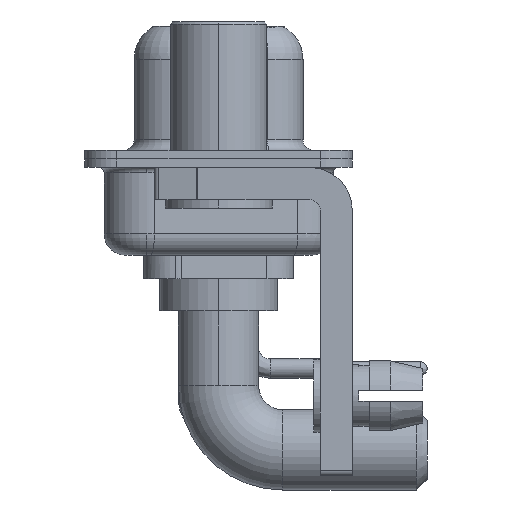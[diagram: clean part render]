
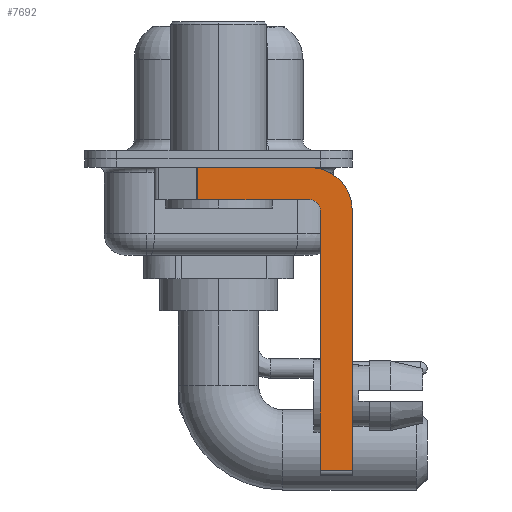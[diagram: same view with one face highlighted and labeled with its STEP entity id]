
A CAD part, left-side view. The second image highlights one B-rep face of the part: STEP entity #7692.
In plain terms, the highlighted planar face has unit normal (-1, 0, 0).
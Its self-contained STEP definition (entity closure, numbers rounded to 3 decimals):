
#139 = DIRECTION ( 'NONE',  ( 0., 0., -1. ) ) ;
#1171 = VECTOR ( 'NONE', #7524, 1000. ) ;
#1172 = CARTESIAN_POINT ( 'NONE',  ( -2.9, -4.25, -14.55 ) ) ;
#1360 = CARTESIAN_POINT ( 'NONE',  ( -2.9, 0.978, -1.9 ) ) ;
#1441 = CIRCLE ( 'NONE', #5684, 0.5 ) ;
#1604 = CARTESIAN_POINT ( 'NONE',  ( -2.9, -4.25, -2.4 ) ) ;
#1696 = ORIENTED_EDGE ( 'NONE', *, *, #16929, .F. ) ;
#2164 = ORIENTED_EDGE ( 'NONE', *, *, #10443, .T. ) ;
#2314 = ORIENTED_EDGE ( 'NONE', *, *, #6270, .F. ) ;
#2747 = ORIENTED_EDGE ( 'NONE', *, *, #11030, .F. ) ;
#2792 = LINE ( 'NONE', #1172, #15576 ) ;
#3166 = VERTEX_POINT ( 'NONE', #5728 ) ;
#3627 = DIRECTION ( 'NONE',  ( 0., 0., 1. ) ) ;
#4317 = CARTESIAN_POINT ( 'NONE',  ( -2.9, -4.25, -0.4 ) ) ;
#5345 = CARTESIAN_POINT ( 'NONE',  ( -2.9, -6.25, -14.55 ) ) ;
#5442 = CARTESIAN_POINT ( 'NONE',  ( -2.9, -6.25, -2.4 ) ) ;
#5604 = CARTESIAN_POINT ( 'NONE',  ( -2.9, -6.25, -2.4 ) ) ;
#5684 = AXIS2_PLACEMENT_3D ( 'NONE', #13938, #12221, #3627 ) ;
#5728 = CARTESIAN_POINT ( 'NONE',  ( -2.9, -4.75, -2.4 ) ) ;
#6270 = EDGE_CURVE ( 'NONE', #14653, #15358, #25569, .T. ) ;
#6275 = AXIS2_PLACEMENT_3D ( 'NONE', #1604, #13916, #13654 ) ;
#6318 = VERTEX_POINT ( 'NONE', #5345 ) ;
#6748 = CIRCLE ( 'NONE', #6275, 2. ) ;
#7296 = CARTESIAN_POINT ( 'NONE',  ( -2.9, -4.75, -14.55 ) ) ;
#7524 = DIRECTION ( 'NONE',  ( 0., 0., 1. ) ) ;
#7580 = CARTESIAN_POINT ( 'NONE',  ( -2.9, 3., -0.4 ) ) ;
#7692 = ADVANCED_FACE ( 'NONE', ( #22635 ), #14047, .F. ) ;
#8318 = CARTESIAN_POINT ( 'NONE',  ( -2.9, 0.978, -0.4 ) ) ;
#8625 = EDGE_CURVE ( 'NONE', #10938, #24015, #11573, .T. ) ;
#8988 = EDGE_CURVE ( 'NONE', #15358, #9356, #6748, .T. ) ;
#9227 = EDGE_CURVE ( 'NONE', #24117, #6318, #2792, .T. ) ;
#9257 = DIRECTION ( 'NONE',  ( 0., -1., 0. ) ) ;
#9356 = VERTEX_POINT ( 'NONE', #5604 ) ;
#10443 = EDGE_CURVE ( 'NONE', #14653, #24015, #17150, .T. ) ;
#10485 = CARTESIAN_POINT ( 'NONE',  ( -2.9, -4.25, -1.9 ) ) ;
#10768 = EDGE_CURVE ( 'NONE', #3166, #10938, #1441, .T. ) ;
#10938 = VERTEX_POINT ( 'NONE', #10485 ) ;
#11030 = EDGE_CURVE ( 'NONE', #9356, #6318, #23430, .T. ) ;
#11572 = VECTOR ( 'NONE', #15283, 1000. ) ;
#11573 = LINE ( 'NONE', #23996, #17667 ) ;
#12187 = DIRECTION ( 'NONE',  ( 0., -1., 0. ) ) ;
#12221 = DIRECTION ( 'NONE',  ( -1., 0., 0. ) ) ;
#12320 = CARTESIAN_POINT ( 'NONE',  ( -2.9, -4.25, -2.4 ) ) ;
#13654 = DIRECTION ( 'NONE',  ( 0., 0., -1. ) ) ;
#13916 = DIRECTION ( 'NONE',  ( 1., 0., 0. ) ) ;
#13938 = CARTESIAN_POINT ( 'NONE',  ( -2.9, -4.25, -2.4 ) ) ;
#13947 = DIRECTION ( 'NONE',  ( 0., 1., 0. ) ) ;
#14047 = PLANE ( 'NONE',  #24806 ) ;
#14653 = VERTEX_POINT ( 'NONE', #8318 ) ;
#15283 = DIRECTION ( 'NONE',  ( 0., 0., -1. ) ) ;
#15358 = VERTEX_POINT ( 'NONE', #4317 ) ;
#15576 = VECTOR ( 'NONE', #9257, 1000. ) ;
#15697 = CARTESIAN_POINT ( 'NONE',  ( -2.9, 0.978, -1.9 ) ) ;
#16929 = EDGE_CURVE ( 'NONE', #24117, #3166, #25245, .T. ) ;
#17150 = LINE ( 'NONE', #1360, #11572 ) ;
#17565 = VECTOR ( 'NONE', #25026, 1000. ) ;
#17667 = VECTOR ( 'NONE', #13947, 1000. ) ;
#18160 = DIRECTION ( 'NONE',  ( 1., 0., 0. ) ) ;
#19261 = VECTOR ( 'NONE', #12187, 1000. ) ;
#21483 = ORIENTED_EDGE ( 'NONE', *, *, #8625, .F. ) ;
#22520 = ORIENTED_EDGE ( 'NONE', *, *, #9227, .T. ) ;
#22635 = FACE_OUTER_BOUND ( 'NONE', #24408, .T. ) ;
#23430 = LINE ( 'NONE', #5442, #17565 ) ;
#23657 = CARTESIAN_POINT ( 'NONE',  ( -2.9, -4.75, -14.8 ) ) ;
#23996 = CARTESIAN_POINT ( 'NONE',  ( -2.9, -4.25, -1.9 ) ) ;
#24015 = VERTEX_POINT ( 'NONE', #15697 ) ;
#24117 = VERTEX_POINT ( 'NONE', #7296 ) ;
#24405 = ORIENTED_EDGE ( 'NONE', *, *, #8988, .F. ) ;
#24408 = EDGE_LOOP ( 'NONE', ( #2314, #2164, #21483, #25502, #1696, #22520, #2747, #24405 ) ) ;
#24806 = AXIS2_PLACEMENT_3D ( 'NONE', #12320, #18160, #139 ) ;
#25026 = DIRECTION ( 'NONE',  ( 0., 0., -1. ) ) ;
#25245 = LINE ( 'NONE', #23657, #1171 ) ;
#25502 = ORIENTED_EDGE ( 'NONE', *, *, #10768, .F. ) ;
#25569 = LINE ( 'NONE', #7580, #19261 ) ;
